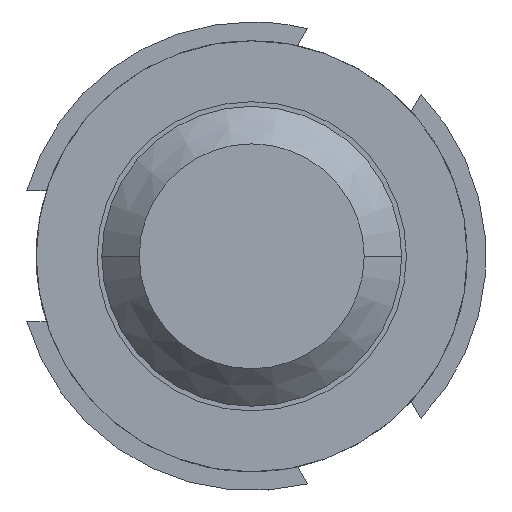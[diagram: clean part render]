
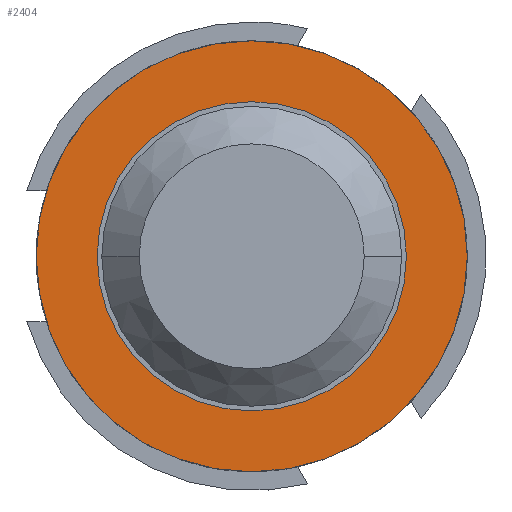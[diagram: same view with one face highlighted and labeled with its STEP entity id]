
A CAD part, front view. The second image highlights one B-rep face of the part: STEP entity #2404.
In plain terms, the highlighted planar face has unit normal (0, -1, 0).
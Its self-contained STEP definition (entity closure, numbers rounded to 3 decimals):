
#142 = CARTESIAN_POINT ( 'NONE',  ( 0., 12.25, -0.825 ) ) ;
#284 = CIRCLE ( 'NONE', #3447, 1.15 ) ;
#437 = PLANE ( 'NONE',  #4663 ) ;
#458 = CARTESIAN_POINT ( 'NONE',  ( 0., 12.25, 0. ) ) ;
#806 = DIRECTION ( 'NONE',  ( 0., 0., 1. ) ) ;
#869 = DIRECTION ( 'NONE',  ( 0., 1., 0. ) ) ;
#881 = DIRECTION ( 'NONE',  ( 0., 1., 0. ) ) ;
#970 = FACE_BOUND ( 'NONE', #3470, .T. ) ;
#1102 = VERTEX_POINT ( 'NONE', #3418 ) ;
#1320 = AXIS2_PLACEMENT_3D ( 'NONE', #2880, #2104, #3213 ) ;
#1644 = DIRECTION ( 'NONE',  ( 0., 0., 1. ) ) ;
#1679 = ORIENTED_EDGE ( 'NONE', *, *, #1681, .F. ) ;
#1681 = EDGE_CURVE ( 'NONE', #2951, #1102, #3122, .T. ) ;
#1697 = EDGE_LOOP ( 'NONE', ( #1679, #2353 ) ) ;
#1859 = DIRECTION ( 'NONE',  ( 0., 0., 1. ) ) ;
#2104 = DIRECTION ( 'NONE',  ( 0., -1., 0. ) ) ;
#2353 = ORIENTED_EDGE ( 'NONE', *, *, #4651, .F. ) ;
#2404 = ADVANCED_FACE ( 'Defeature ausgef�hrt1_14', ( #970, #3722 ), #437, .F. ) ;
#2555 = VERTEX_POINT ( 'NONE', #142 ) ;
#2706 = ORIENTED_EDGE ( 'NONE', *, *, #2982, .F. ) ;
#2728 = AXIS2_PLACEMENT_3D ( 'NONE', #4884, #3791, #1859 ) ;
#2880 = CARTESIAN_POINT ( 'NONE',  ( 0., 12.25, 0. ) ) ;
#2951 = VERTEX_POINT ( 'NONE', #4298 ) ;
#2982 = EDGE_CURVE ( 'NONE', #3224, #2555, #3666, .T. ) ;
#3109 = DIRECTION ( 'NONE',  ( 0., 0., 1. ) ) ;
#3122 = CIRCLE ( 'NONE', #2728, 1.15 ) ;
#3152 = CARTESIAN_POINT ( 'NONE',  ( 0., 12.25, 0. ) ) ;
#3213 = DIRECTION ( 'NONE',  ( 0., 0., 1. ) ) ;
#3224 = VERTEX_POINT ( 'NONE', #3640 ) ;
#3340 = ORIENTED_EDGE ( 'NONE', *, *, #4824, .F. ) ;
#3418 = CARTESIAN_POINT ( 'NONE',  ( 0., 12.25, -1.15 ) ) ;
#3447 = AXIS2_PLACEMENT_3D ( 'NONE', #3152, #881, #1644 ) ;
#3460 = CARTESIAN_POINT ( 'NONE',  ( 0.825, 12.25, 0. ) ) ;
#3470 = EDGE_LOOP ( 'NONE', ( #2706, #3340 ) ) ;
#3526 = DIRECTION ( 'NONE',  ( 0., -1., 0. ) ) ;
#3640 = CARTESIAN_POINT ( 'NONE',  ( 0., 12.25, 0.825 ) ) ;
#3666 = CIRCLE ( 'NONE', #4265, 0.825 ) ;
#3722 = FACE_OUTER_BOUND ( 'NONE', #1697, .T. ) ;
#3791 = DIRECTION ( 'NONE',  ( 0., 1., 0. ) ) ;
#4265 = AXIS2_PLACEMENT_3D ( 'NONE', #458, #3526, #3109 ) ;
#4298 = CARTESIAN_POINT ( 'NONE',  ( 0., 12.25, 1.15 ) ) ;
#4651 = EDGE_CURVE ( 'NONE', #1102, #2951, #284, .T. ) ;
#4663 = AXIS2_PLACEMENT_3D ( 'NONE', #3460, #869, #806 ) ;
#4710 = CIRCLE ( 'NONE', #1320, 0.825 ) ;
#4824 = EDGE_CURVE ( 'NONE', #2555, #3224, #4710, .T. ) ;
#4884 = CARTESIAN_POINT ( 'NONE',  ( 0., 12.25, 0. ) ) ;
